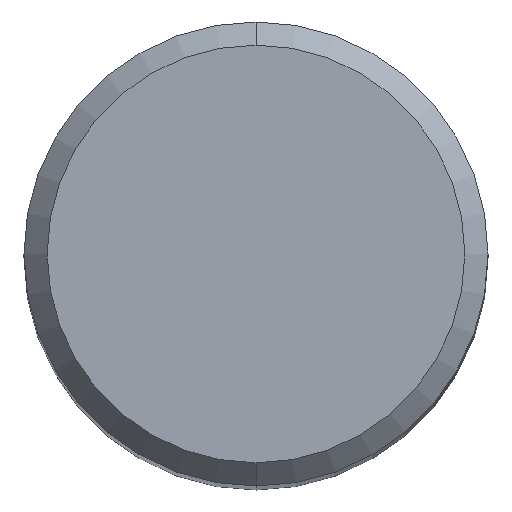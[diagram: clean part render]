
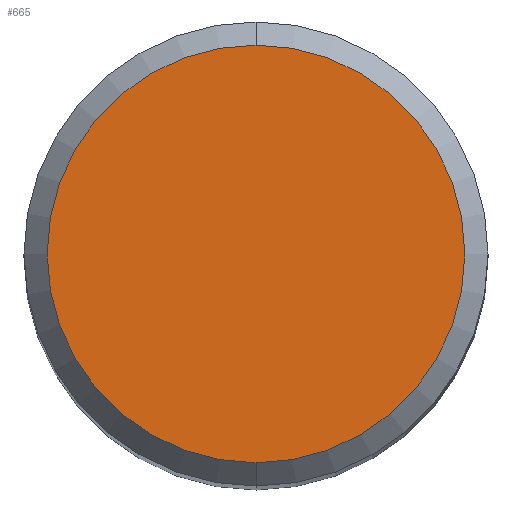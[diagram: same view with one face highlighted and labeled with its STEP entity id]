
A CAD part, top view. The second image highlights one B-rep face of the part: STEP entity #665.
In plain terms, the highlighted planar face has unit normal (0, 0, 1).
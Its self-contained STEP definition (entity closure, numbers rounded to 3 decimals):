
#359=EDGE_CURVE('',#623,#461,#1027,.T.);
#461=VERTEX_POINT('',#1136);
#623=VERTEX_POINT('',#1313);
#665=ADVANCED_FACE('',(#1362),#1363,.T.);
#951=EDGE_CURVE('',#461,#623,#1676,.T.);
#1027=CIRCLE('',#1749,7.2);
#1136=CARTESIAN_POINT('',(0.0,7.2,0.0));
#1313=CARTESIAN_POINT('',(0.,-7.2,0.0));
#1362=FACE_OUTER_BOUND('',#3604,.T.);
#1363=PLANE('',#3605);
#1676=CIRCLE('',#4920,7.2);
#1749=AXIS2_PLACEMENT_3D('',#5032,#5033,#5034);
#3604=EDGE_LOOP('',(#5406,#5407));
#3605=AXIS2_PLACEMENT_3D('',#5408,#5409,#5410);
#4920=AXIS2_PLACEMENT_3D('',#5767,#5768,#5769);
#5032=CARTESIAN_POINT('',(0.0,0.0,0.0));
#5033=DIRECTION('',(0.0,0.0,-1.0));
#5034=DIRECTION('',(0.0,1.0,0.0));
#5406=ORIENTED_EDGE('',*,*,#951,.F.);
#5407=ORIENTED_EDGE('',*,*,#359,.F.);
#5408=CARTESIAN_POINT('',(0.0,3.6,0.0));
#5409=DIRECTION('',(-0.0,0.0,1.0));
#5410=DIRECTION('',(0.0,-1.0,0.0));
#5767=CARTESIAN_POINT('',(0.0,0.0,0.0));
#5768=DIRECTION('',(0.0,0.0,-1.0));
#5769=DIRECTION('',(0.0,1.0,0.0));
